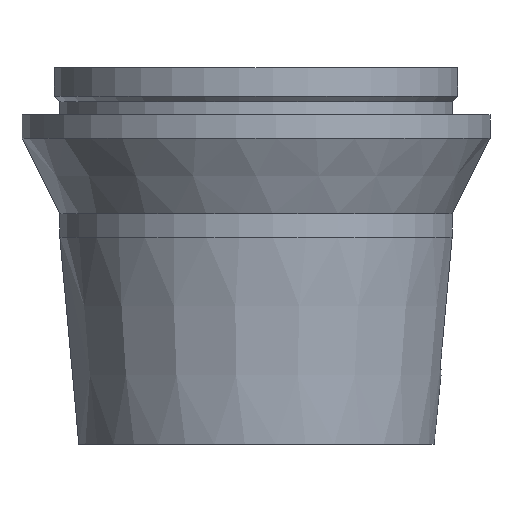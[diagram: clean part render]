
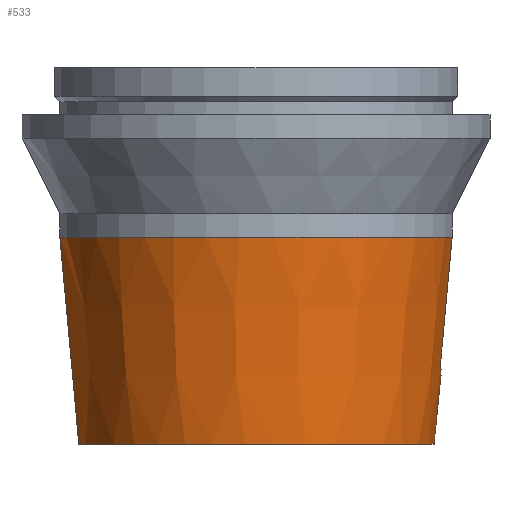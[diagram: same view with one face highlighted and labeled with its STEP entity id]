
A CAD part, front view. The second image highlights one B-rep face of the part: STEP entity #533.
In plain terms, the highlighted conical face has half-angle 5.194 degrees and reference radius 25.4 mm.
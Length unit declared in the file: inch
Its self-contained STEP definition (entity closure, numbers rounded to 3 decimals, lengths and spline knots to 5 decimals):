
#107=FACE_OUTER_BOUND('',#137,.T.);
#137=EDGE_LOOP('',(#355,#356,#357,#358,#359,#360,#361,#362));
#167=CIRCLE('',#578,1.05);
#168=CIRCLE('',#579,0.98625);
#169=CIRCLE('',#580,1.05);
#170=CIRCLE('',#581,0.95);
#195=(
BOUNDED_CURVE()
B_SPLINE_CURVE(2,(#793,#794,#795),.UNSPECIFIED.,.F.,.F.)
B_SPLINE_CURVE_WITH_KNOTS((3,3),(0.,2.9173),.UNSPECIFIED.)
CURVE()
GEOMETRIC_REPRESENTATION_ITEM()
RATIONAL_B_SPLINE_CURVE((1.,1.002,1.002))
REPRESENTATION_ITEM('')
);
#196=(
BOUNDED_CURVE()
B_SPLINE_CURVE(2,(#799,#800,#801),.UNSPECIFIED.,.F.,.F.)
B_SPLINE_CURVE_WITH_KNOTS((3,3),(2.18396,4.00988),
 .UNSPECIFIED.)
CURVE()
GEOMETRIC_REPRESENTATION_ITEM()
RATIONAL_B_SPLINE_CURVE((1.002,1.002,1.001))
REPRESENTATION_ITEM('')
);
#197=(
BOUNDED_CURVE()
B_SPLINE_CURVE(2,(#805,#806,#807),.UNSPECIFIED.,.F.,.F.)
B_SPLINE_CURVE_WITH_KNOTS((3,3),(1.09138,2.9173),
 .UNSPECIFIED.)
CURVE()
GEOMETRIC_REPRESENTATION_ITEM()
RATIONAL_B_SPLINE_CURVE((1.001,1.002,1.002))
REPRESENTATION_ITEM('')
);
#198=(
BOUNDED_CURVE()
B_SPLINE_CURVE(2,(#811,#812,#813),.UNSPECIFIED.,.F.,.F.)
B_SPLINE_CURVE_WITH_KNOTS((3,3),(2.18396,5.10126),
 .UNSPECIFIED.)
CURVE()
GEOMETRIC_REPRESENTATION_ITEM()
RATIONAL_B_SPLINE_CURVE((1.002,1.002,1.))
REPRESENTATION_ITEM('')
);
#215=VERTEX_POINT('',#791);
#216=VERTEX_POINT('',#792);
#217=VERTEX_POINT('',#796);
#218=VERTEX_POINT('',#798);
#219=VERTEX_POINT('',#802);
#220=VERTEX_POINT('',#804);
#221=VERTEX_POINT('',#808);
#222=VERTEX_POINT('',#810);
#271=EDGE_CURVE('',#215,#216,#195,.T.);
#272=EDGE_CURVE('',#216,#217,#167,.T.);
#273=EDGE_CURVE('',#217,#218,#196,.T.);
#274=EDGE_CURVE('',#218,#219,#168,.F.);
#275=EDGE_CURVE('',#219,#220,#197,.T.);
#276=EDGE_CURVE('',#220,#221,#169,.T.);
#277=EDGE_CURVE('',#221,#222,#198,.T.);
#278=EDGE_CURVE('',#222,#215,#170,.T.);
#355=ORIENTED_EDGE('',*,*,#271,.T.);
#356=ORIENTED_EDGE('',*,*,#272,.T.);
#357=ORIENTED_EDGE('',*,*,#273,.T.);
#358=ORIENTED_EDGE('',*,*,#274,.T.);
#359=ORIENTED_EDGE('',*,*,#275,.T.);
#360=ORIENTED_EDGE('',*,*,#276,.T.);
#361=ORIENTED_EDGE('',*,*,#277,.T.);
#362=ORIENTED_EDGE('',*,*,#278,.T.);
#523=CONICAL_SURFACE('',#577,1.,0.091);
#533=ADVANCED_FACE('',(#107),#523,.T.);
#577=AXIS2_PLACEMENT_3D('',#790,#637,#638);
#578=AXIS2_PLACEMENT_3D('',#797,#639,#640);
#579=AXIS2_PLACEMENT_3D('',#803,#641,#642);
#580=AXIS2_PLACEMENT_3D('',#809,#643,#644);
#581=AXIS2_PLACEMENT_3D('',#814,#645,#646);
#637=DIRECTION('center_axis',(0.,0.,1.));
#638=DIRECTION('ref_axis',(1.,0.,0.));
#639=DIRECTION('center_axis',(0.,0.,-1.));
#640=DIRECTION('ref_axis',(1.,0.,0.));
#641=DIRECTION('center_axis',(0.,0.,1.));
#642=DIRECTION('ref_axis',(1.,0.,0.));
#643=DIRECTION('center_axis',(0.,0.,-1.));
#644=DIRECTION('ref_axis',(1.,0.,0.));
#645=DIRECTION('center_axis',(0.,0.,1.));
#646=DIRECTION('ref_axis',(1.,0.,0.));
#790=CARTESIAN_POINT('Origin',(0.,0.,-0.2));
#791=CARTESIAN_POINT('',(-0.94174,0.125,-0.75));
#792=CARTESIAN_POINT('',(-1.04253,0.125,0.35));
#793=CARTESIAN_POINT('Ctrl Pts',(-0.94174,0.125,-0.75));
#794=CARTESIAN_POINT('Ctrl Pts',(-0.98962,0.125,-0.22794));
#795=CARTESIAN_POINT('Ctrl Pts',(-1.04253,0.125,0.35));
#796=CARTESIAN_POINT('',(1.04253,0.125,0.35));
#797=CARTESIAN_POINT('Origin',(0.,0.,0.35));
#798=CARTESIAN_POINT('',(0.9783,0.125,-0.35125));
#799=CARTESIAN_POINT('Ctrl Pts',(1.04253,0.125,0.35));
#800=CARTESIAN_POINT('Ctrl Pts',(1.00941,0.125,-0.01177));
#801=CARTESIAN_POINT('Ctrl Pts',(0.9783,0.125,-0.35125));
#802=CARTESIAN_POINT('',(0.9783,-0.125,-0.35125));
#803=CARTESIAN_POINT('Origin',(0.,0.,-0.35125));
#804=CARTESIAN_POINT('',(1.04253,-0.125,0.35));
#805=CARTESIAN_POINT('Ctrl Pts',(0.9783,-0.125,-0.35125));
#806=CARTESIAN_POINT('Ctrl Pts',(1.00941,-0.125,-0.01177));
#807=CARTESIAN_POINT('Ctrl Pts',(1.04253,-0.125,0.35));
#808=CARTESIAN_POINT('',(-1.04253,-0.125,0.35));
#809=CARTESIAN_POINT('Origin',(0.,0.,0.35));
#810=CARTESIAN_POINT('',(-0.94174,-0.125,-0.75));
#811=CARTESIAN_POINT('Ctrl Pts',(-1.04253,-0.125,0.35));
#812=CARTESIAN_POINT('Ctrl Pts',(-0.98962,-0.125,-0.22794));
#813=CARTESIAN_POINT('Ctrl Pts',(-0.94174,-0.125,-0.75));
#814=CARTESIAN_POINT('Origin',(0.,0.,-0.75));
